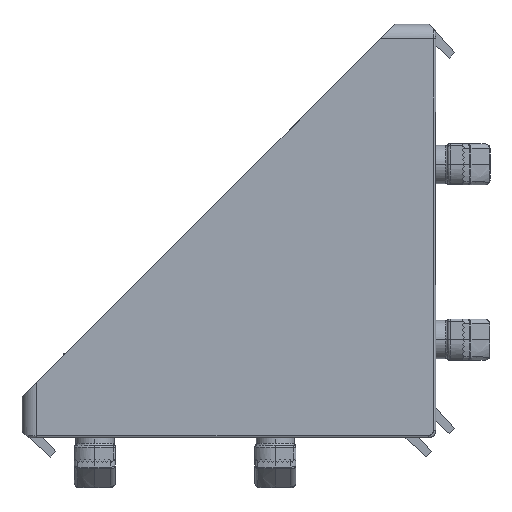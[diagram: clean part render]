
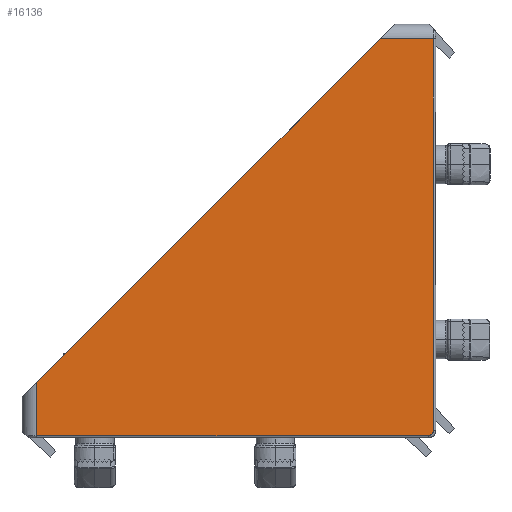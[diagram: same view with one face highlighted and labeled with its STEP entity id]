
A CAD part, left-side view. The second image highlights one B-rep face of the part: STEP entity #16136.
In plain terms, the highlighted face is planar.
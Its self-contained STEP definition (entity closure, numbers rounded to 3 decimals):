
#653 = VECTOR ( 'NONE', #14646, 1000. ) ;
#771 = CARTESIAN_POINT ( 'NONE',  ( -0.494, 1.5, -20.358 ) ) ;
#1187 = FACE_OUTER_BOUND ( 'NONE', #15034, .T. ) ;
#1409 = EDGE_CURVE ( 'NONE', #12825, #14388, #3624, .T. ) ;
#1545 = VERTEX_POINT ( 'NONE', #13816 ) ;
#2558 = CARTESIAN_POINT ( 'NONE',  ( -0.908, 0.494, -20.351 ) ) ;
#3276 = DIRECTION ( 'NONE',  ( -0.707, -0.707, 0. ) ) ;
#3624 = LINE ( 'NONE', #7100, #653 ) ;
#3882 = CARTESIAN_POINT ( 'NONE',  ( -82.963, 0.494, -21.364 ) ) ;
#4012 = CARTESIAN_POINT ( 'NONE',  ( -82.963, 11.537, -21.5 ) ) ;
#4455 = VECTOR ( 'NONE', #8461, 1000. ) ;
#4931 = CARTESIAN_POINT ( 'NONE',  ( -0.494, 1.494, -20.358 ) ) ;
#5061 = CARTESIAN_POINT ( 'NONE',  ( -0.494, 0.908, -20.351 ) ) ;
#5180 = VECTOR ( 'NONE', #10819, 1000. ) ;
#5495 = ORIENTED_EDGE ( 'NONE', *, *, #11618, .T. ) ;
#5655 =( BOUNDED_CURVE ( )  B_SPLINE_CURVE ( 3, ( #6249, #5061, #2558, #11348 ),
 .UNSPECIFIED., .F., .T. ) 
 B_SPLINE_CURVE_WITH_KNOTS ( ( 4, 4 ),
 ( 2.356, 3.927 ),
 .UNSPECIFIED. ) 
 CURVE ( )  GEOMETRIC_REPRESENTATION_ITEM ( )  RATIONAL_B_SPLINE_CURVE ( ( 1., 0.805, 0.805, 1. ) ) 
 REPRESENTATION_ITEM ( '' )  );
#6249 = CARTESIAN_POINT ( 'NONE',  ( -0.494, 1.494, -20.358 ) ) ;
#6324 = VERTEX_POINT ( 'NONE', #4012 ) ;
#6421 = LINE ( 'NONE', #10811, #13129 ) ;
#6569 = PLANE ( 'NONE',  #13867 ) ;
#6625 = DIRECTION ( 'NONE',  ( -1., 0., -0.012 ) ) ;
#7100 = CARTESIAN_POINT ( 'NONE',  ( -1.351, 82.963, -21.374 ) ) ;
#7208 = CARTESIAN_POINT ( 'NONE',  ( -82.963, 8.5, -21.463 ) ) ;
#7525 = VERTEX_POINT ( 'NONE', #4931 ) ;
#8240 = ORIENTED_EDGE ( 'NONE', *, *, #1409, .T. ) ;
#8404 = ORIENTED_EDGE ( 'NONE', *, *, #15815, .T. ) ;
#8461 = DIRECTION ( 'NONE',  ( 0., 1., -0.012 ) ) ;
#8784 = ORIENTED_EDGE ( 'NONE', *, *, #12603, .T. ) ;
#8872 = CARTESIAN_POINT ( 'NONE',  ( -0.494, 82.963, -21.364 ) ) ;
#9277 = DIRECTION ( 'NONE',  ( -1., 0., -0.012 ) ) ;
#10048 = EDGE_CURVE ( 'NONE', #12825, #6324, #6421, .T. ) ;
#10788 = LINE ( 'NONE', #11831, #13745 ) ;
#10811 = CARTESIAN_POINT ( 'NONE',  ( -86., 8.5, -21.5 ) ) ;
#10819 = DIRECTION ( 'NONE',  ( 0., -1., 0.012 ) ) ;
#11348 = CARTESIAN_POINT ( 'NONE',  ( -1.494, 0.494, -20.358 ) ) ;
#11618 = EDGE_CURVE ( 'NONE', #7525, #1545, #5655, .T. ) ;
#11831 = CARTESIAN_POINT ( 'NONE',  ( -82.963, 0.494, -21.364 ) ) ;
#12157 = ORIENTED_EDGE ( 'NONE', *, *, #14221, .T. ) ;
#12603 = EDGE_CURVE ( 'NONE', #1545, #14780, #10788, .T. ) ;
#12825 = VERTEX_POINT ( 'NONE', #14910 ) ;
#12884 = CARTESIAN_POINT ( 'NONE',  ( -86., 8.5, -21.5 ) ) ;
#13129 = VECTOR ( 'NONE', #3276, 1000. ) ;
#13745 = VECTOR ( 'NONE', #9277, 1000. ) ;
#13816 = CARTESIAN_POINT ( 'NONE',  ( -1.494, 0.494, -20.358 ) ) ;
#13867 = AXIS2_PLACEMENT_3D ( 'NONE', #12884, #14180, #6625 ) ;
#14180 = DIRECTION ( 'NONE',  ( 0.012, -0.012, -1. ) ) ;
#14221 = EDGE_CURVE ( 'NONE', #14780, #6324, #14483, .T. ) ;
#14388 = VERTEX_POINT ( 'NONE', #8872 ) ;
#14483 = LINE ( 'NONE', #7208, #4455 ) ;
#14646 = DIRECTION ( 'NONE',  ( 1., 0., 0.012 ) ) ;
#14780 = VERTEX_POINT ( 'NONE', #3882 ) ;
#14910 = CARTESIAN_POINT ( 'NONE',  ( -11.537, 82.963, -21.5 ) ) ;
#15034 = EDGE_LOOP ( 'NONE', ( #8240, #8404, #5495, #8784, #12157, #15509 ) ) ;
#15201 = LINE ( 'NONE', #771, #5180 ) ;
#15509 = ORIENTED_EDGE ( 'NONE', *, *, #10048, .F. ) ;
#15815 = EDGE_CURVE ( 'NONE', #14388, #7525, #15201, .T. ) ;
#16136 = ADVANCED_FACE ( 'NONE', ( #1187 ), #6569, .T. ) ;
